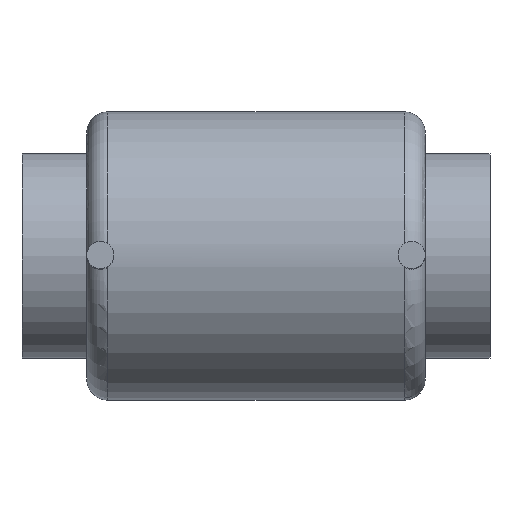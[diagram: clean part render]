
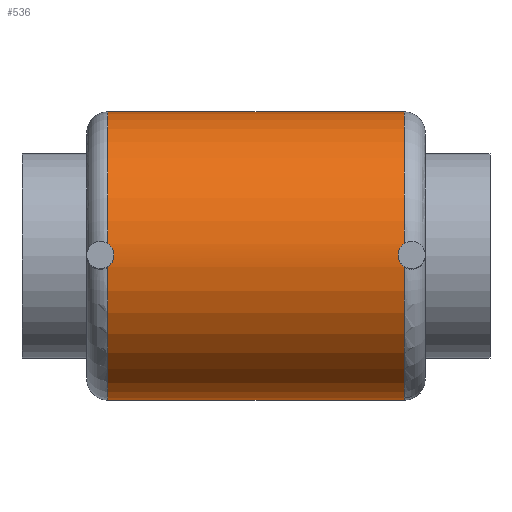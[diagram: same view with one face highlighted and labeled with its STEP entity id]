
A CAD part, top view. The second image highlights one B-rep face of the part: STEP entity #536.
In plain terms, the highlighted cylindrical face has radius 8.763 mm (diameter 17.526 mm), a partial arc.
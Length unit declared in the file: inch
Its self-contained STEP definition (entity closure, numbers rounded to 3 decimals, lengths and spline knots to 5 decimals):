
#74=CARTESIAN_POINT('',(0.355,0.02739,0.34391));
#89=CARTESIAN_POINT('',(0.355,-0.02739,0.34391));
#123=DIRECTION('',(1.,0.,0.));
#124=VECTOR('',#123,0.71);
#125=CARTESIAN_POINT('',(-0.355,-0.345,0.));
#126=LINE('',#125,#124);
#127=CARTESIAN_POINT('',(-0.355,-0.02739,0.34391));
#128=CARTESIAN_POINT('',(-0.35405,-0.02678,
0.34396));
#129=CARTESIAN_POINT('',(-0.35223,-0.02548,
0.34406));
#130=CARTESIAN_POINT('',(-0.3497,-0.02324,
0.34422));
#131=CARTESIAN_POINT('',(-0.34742,-0.02076,
0.34438));
#132=CARTESIAN_POINT('',(-0.34541,-0.01805,
0.34453));
#133=CARTESIAN_POINT('',(-0.34369,-0.01516,
0.34467));
#134=CARTESIAN_POINT('',(-0.34222,-0.01199,
0.3448));
#135=CARTESIAN_POINT('',(-0.34105,-0.00849,
0.3449));
#136=CARTESIAN_POINT('',(-0.34023,-0.00454,
0.34498));
#137=CARTESIAN_POINT('',(-0.34,-0.00157,0.345));
#138=CARTESIAN_POINT('',(-0.34,0.,0.345));
#140=CARTESIAN_POINT('',(-0.34,0.,0.345));
#141=CARTESIAN_POINT('',(-0.34,0.00161,0.345));
#142=CARTESIAN_POINT('',(-0.34024,0.00465,
0.34498));
#143=CARTESIAN_POINT('',(-0.34109,0.00864,
0.3449));
#144=CARTESIAN_POINT('',(-0.34228,0.01215,
0.34479));
#145=CARTESIAN_POINT('',(-0.34376,0.0153,
0.34466));
#146=CARTESIAN_POINT('',(-0.34548,0.01816,
0.34453));
#147=CARTESIAN_POINT('',(-0.34748,0.02083,
0.34437));
#148=CARTESIAN_POINT('',(-0.34975,0.02329,
0.34422));
#149=CARTESIAN_POINT('',(-0.35226,0.0255,
0.34406));
#150=CARTESIAN_POINT('',(-0.35406,0.02679,
0.34396));
#151=CARTESIAN_POINT('',(-0.355,0.02739,0.34391));
#153=CARTESIAN_POINT('',(-0.355,0.,0.));
#154=DIRECTION('',(-1.,0.,0.));
#155=DIRECTION('',(0.,0.079,0.997));
#156=AXIS2_PLACEMENT_3D('',#153,#154,#155);
#158=DIRECTION('',(1.,0.,0.));
#159=VECTOR('',#158,0.71);
#160=CARTESIAN_POINT('',(-0.355,0.345,0.));
#161=LINE('',#160,#159);
#162=CARTESIAN_POINT('',(0.355,0.,0.));
#163=DIRECTION('',(1.,0.,0.));
#164=DIRECTION('',(0.,1.,0.));
#165=AXIS2_PLACEMENT_3D('',#162,#163,#164);
#167=CARTESIAN_POINT('',(0.355,0.02739,0.34391));
#168=CARTESIAN_POINT('',(0.35405,0.02678,0.34396));
#169=CARTESIAN_POINT('',(0.35223,0.02548,
0.34406));
#170=CARTESIAN_POINT('',(0.3497,0.02324,
0.34422));
#171=CARTESIAN_POINT('',(0.34741,0.02075,
0.34438));
#172=CARTESIAN_POINT('',(0.3454,0.01805,
0.34453));
#173=CARTESIAN_POINT('',(0.34368,0.01515,
0.34467));
#174=CARTESIAN_POINT('',(0.34222,0.01198,
0.3448));
#175=CARTESIAN_POINT('',(0.34105,0.00848,
0.3449));
#176=CARTESIAN_POINT('',(0.34023,0.00454,
0.34498));
#177=CARTESIAN_POINT('',(0.34,0.00157,0.345));
#178=CARTESIAN_POINT('',(0.34,0.,0.345));
#180=CARTESIAN_POINT('',(0.34,0.,0.345));
#181=CARTESIAN_POINT('',(0.34,-0.00161,0.345));
#182=CARTESIAN_POINT('',(0.34024,-0.00464,
0.34498));
#183=CARTESIAN_POINT('',(0.34109,-0.00863,
0.3449));
#184=CARTESIAN_POINT('',(0.34228,-0.01214,
0.34479));
#185=CARTESIAN_POINT('',(0.34376,-0.01529,
0.34467));
#186=CARTESIAN_POINT('',(0.34548,-0.01816,
0.34453));
#187=CARTESIAN_POINT('',(0.34748,-0.02083,
0.34437));
#188=CARTESIAN_POINT('',(0.34974,-0.02328,
0.34422));
#189=CARTESIAN_POINT('',(0.35226,-0.0255,
0.34406));
#190=CARTESIAN_POINT('',(0.35406,-0.02679,
0.34396));
#191=CARTESIAN_POINT('',(0.355,-0.02739,0.34391));
#193=CARTESIAN_POINT('',(0.355,0.,0.));
#194=DIRECTION('',(1.,0.,0.));
#195=DIRECTION('',(0.,-0.079,0.997));
#196=AXIS2_PLACEMENT_3D('',#193,#194,#195);
#198=CARTESIAN_POINT('',(-0.355,0.,0.));
#199=DIRECTION('',(-1.,0.,0.));
#200=DIRECTION('',(0.,-1.,0.));
#201=AXIS2_PLACEMENT_3D('',#198,#199,#200);
#229=CARTESIAN_POINT('',(-0.355,-0.02739,0.34391));
#236=CARTESIAN_POINT('',(-0.355,0.02739,0.34391));
#305=CARTESIAN_POINT('',(0.355,-0.345,0.));
#306=CARTESIAN_POINT('',(0.355,0.345,0.));
#307=VERTEX_POINT('',#305);
#308=VERTEX_POINT('',#306);
#309=CARTESIAN_POINT('',(-0.355,0.345,0.));
#310=CARTESIAN_POINT('',(-0.355,-0.345,0.));
#311=VERTEX_POINT('',#309);
#312=VERTEX_POINT('',#310);
#325=VERTEX_POINT('',#89);
#327=VERTEX_POINT('',#74);
#329=VERTEX_POINT('',#229);
#330=VERTEX_POINT('',#236);
#331=CARTESIAN_POINT('',(-0.34,0.,0.345));
#332=VERTEX_POINT('',#331);
#333=CARTESIAN_POINT('',(0.34,0.,0.345));
#334=VERTEX_POINT('',#333);
#515=CARTESIAN_POINT('',(-0.405,0.,0.));
#516=DIRECTION('',(1.,0.,0.));
#517=DIRECTION('',(0.,-1.,0.));
#518=AXIS2_PLACEMENT_3D('',#515,#516,#517);
#519=CYLINDRICAL_SURFACE('',#518,0.345);
#521=ORIENTED_EDGE('',*,*,#520,.T.);
#523=ORIENTED_EDGE('',*,*,#522,.T.);
#525=ORIENTED_EDGE('',*,*,#524,.T.);
#526=ORIENTED_EDGE('',*,*,#506,.T.);
#527=ORIENTED_EDGE('',*,*,#444,.T.);
#528=ORIENTED_EDGE('',*,*,#464,.T.);
#529=ORIENTED_EDGE('',*,*,#476,.T.);
#530=ORIENTED_EDGE('',*,*,#492,.T.);
#531=ORIENTED_EDGE('',*,*,#510,.F.);
#533=ORIENTED_EDGE('',*,*,#532,.T.);
#534=EDGE_LOOP('',(#521,#523,#525,#526,#527,#528,#529,#530,#531,#533));
#535=FACE_OUTER_BOUND('',#534,.F.);
#139=B_SPLINE_CURVE_WITH_KNOTS('',3,(#127,#128,#129,#130,#131,#132,#133,#134,
#135,#136,#137,#138),.UNSPECIFIED.,.F.,.F.,(4,1,1,1,1,1,1,1,1,4),(0.,
0.11111,0.22222,0.33333,0.44444,
0.55556,0.66667,0.77778,0.88889,1.),
.UNSPECIFIED.);
#152=B_SPLINE_CURVE_WITH_KNOTS('',3,(#140,#141,#142,#143,#144,#145,#146,#147,
#148,#149,#150,#151),.UNSPECIFIED.,.F.,.F.,(4,1,1,1,1,1,1,1,1,4),(0.,
0.11111,0.22222,0.33333,0.44444,
0.55556,0.66667,0.77778,0.88889,1.),
.UNSPECIFIED.);
#157=CIRCLE('',#156,0.345);
#166=CIRCLE('',#165,0.345);
#179=B_SPLINE_CURVE_WITH_KNOTS('',3,(#167,#168,#169,#170,#171,#172,#173,#174,
#175,#176,#177,#178),.UNSPECIFIED.,.F.,.F.,(4,1,1,1,1,1,1,1,1,4),(0.,
0.11111,0.22222,0.33333,0.44444,
0.55556,0.66667,0.77778,0.88889,1.),
.UNSPECIFIED.);
#192=B_SPLINE_CURVE_WITH_KNOTS('',3,(#180,#181,#182,#183,#184,#185,#186,#187,
#188,#189,#190,#191),.UNSPECIFIED.,.F.,.F.,(4,1,1,1,1,1,1,1,1,4),(0.,
0.11111,0.22222,0.33333,0.44444,
0.55556,0.66667,0.77778,0.88889,1.),
.UNSPECIFIED.);
#197=CIRCLE('',#196,0.345);
#202=CIRCLE('',#201,0.345);
#444=EDGE_CURVE('',#308,#327,#166,.T.);
#464=EDGE_CURVE('',#327,#334,#179,.T.);
#476=EDGE_CURVE('',#334,#325,#192,.T.);
#492=EDGE_CURVE('',#325,#307,#197,.T.);
#506=EDGE_CURVE('',#311,#308,#161,.T.);
#510=EDGE_CURVE('',#312,#307,#126,.T.);
#520=EDGE_CURVE('',#329,#332,#139,.T.);
#522=EDGE_CURVE('',#332,#330,#152,.T.);
#524=EDGE_CURVE('',#330,#311,#157,.T.);
#532=EDGE_CURVE('',#312,#329,#202,.T.);
#536=ADVANCED_FACE('',(#535),#519,.T.);
